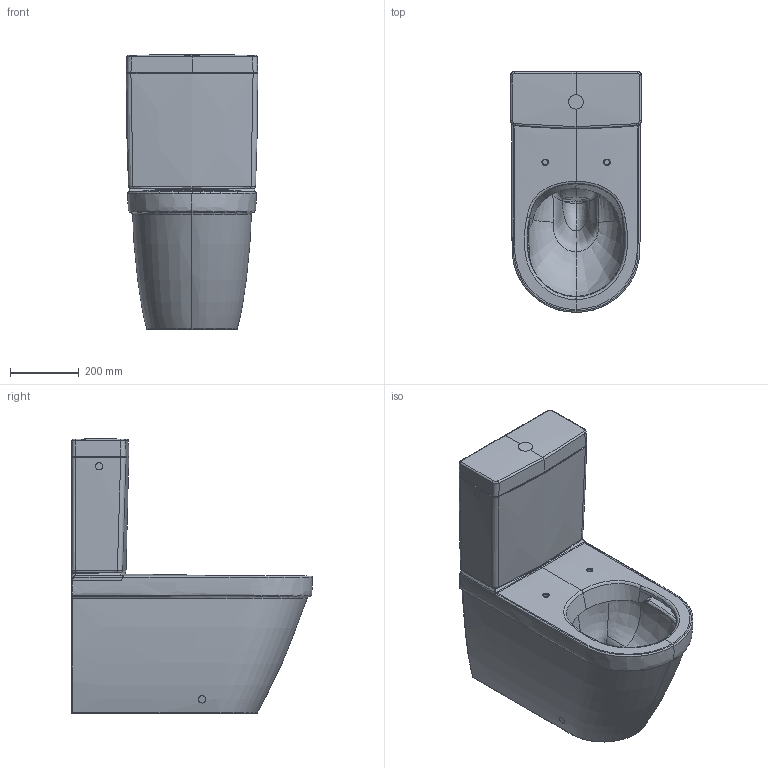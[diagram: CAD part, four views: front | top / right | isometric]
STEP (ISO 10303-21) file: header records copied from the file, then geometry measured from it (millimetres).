
FILE_DESCRIPTION(/* description */ (''),/* implementation_level */ '2;1');
FILE_NAME(/* name */ '5691R0_OA_RE_WC_2P_Floor_BTW.stp',/* time_stamp */ '2019-02-12T12:12:45+01:00',/* author */ (''),/* organization */ (''),/* preprocessor_version */ 'ST-DEVELOPER v16',/* originating_system */ 'SIEMENS PLM Software NX 10.0',/* authorisation */ '');
FILE_SCHEMA (('AUTOMOTIVE_DESIGN { 1 0 10303 214 3 1 1 1 }'));
Products named in the file (1): math1C541D01swam
Bounding box: 383.14 x 701.1 x 800.41 mm (x, y, z)
Volume: 88392257.1 mm3; surface area: 1887650.6 mm2
Topology: 2 solids, 2 shells, 369 faces, 976 edges, 614 vertices
Faces by surface type: bspline 263, plane 48, extrusion 40, cylinder 14, sphere 4
Entity records: 61905 total; most frequent: CARTESIAN_POINT 55251, ORIENTED_EDGE 1902, EDGE_CURVE 951, B_SPLINE_CURVE_WITH_KNOTS 772, VERTEX_POINT 610, DIRECTION 479, EDGE_LOOP 393, ADVANCED_FACE 369
